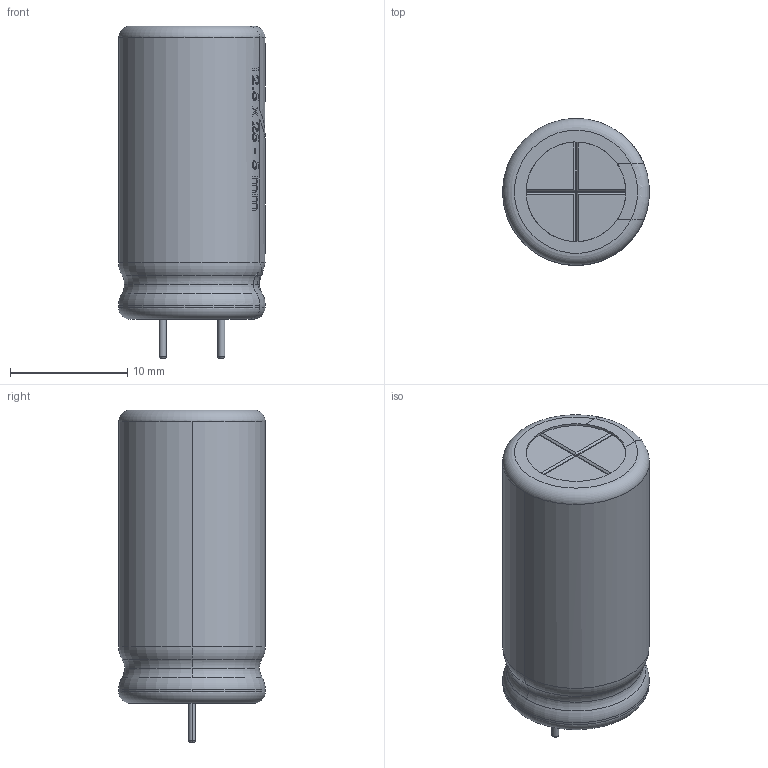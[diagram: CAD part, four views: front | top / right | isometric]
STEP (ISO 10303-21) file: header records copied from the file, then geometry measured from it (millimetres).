
FILE_DESCRIPTION (( 'STEP AP214' ), '1' );
FILE_NAME ('User Library-Cap-EL(12.5x25-5).STEP', '2019-05-05T22:32:30', ( '' ), ( '' ), 'SwSTEP 2.0', 'SolidWorks 2019', '' );
FILE_SCHEMA (( 'AUTOMOTIVE_DESIGN' ));
Length unit declared in the file: millimetre
Products named in the file (1): User Library-Cap-EL(12.5x25-5)
Bounding box: 12.5 x 12.5 x 28.3 mm (x, y, z)
Volume: 1658.9 mm3; surface area: 1966.8 mm2
Topology: 1 solids, 2 shells, 448 faces, 1182 edges, 782 vertices
Faces by surface type: plane 216, bspline 147, cylinder 59, torus 26
Entity records: 30542 total; most frequent: CARTESIAN_POINT 15745, ORIENTED_EDGE 2364, DIRECTION 1495, EDGE_CURVE 1182, VERTEX_POINT 782, AXIS2_PLACEMENT_3D 537, B_SPLINE_CURVE_WITH_KNOTS 514, EDGE_LOOP 492
